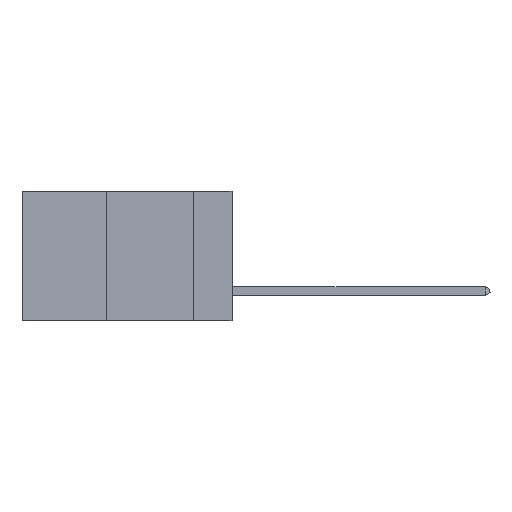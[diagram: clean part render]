
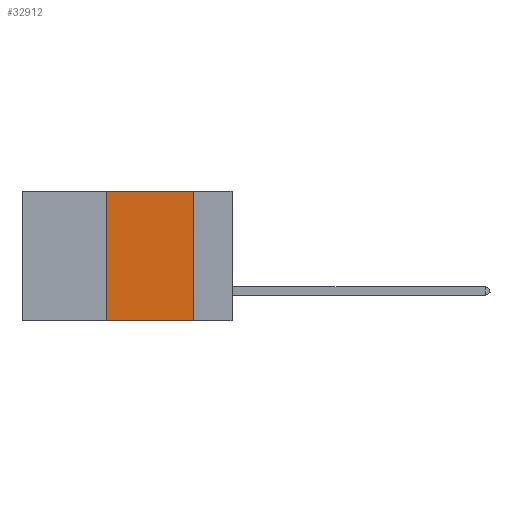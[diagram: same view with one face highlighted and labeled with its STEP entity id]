
A CAD part, left-side view. The second image highlights one B-rep face of the part: STEP entity #32912.
In plain terms, the highlighted planar face has unit normal (-1, 0, 0).
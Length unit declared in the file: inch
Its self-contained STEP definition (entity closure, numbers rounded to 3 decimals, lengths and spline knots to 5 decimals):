
#1490 = VERTEX_POINT ( 'NONE', #19288 ) ;
#2842 = CARTESIAN_POINT ( 'NONE',  ( 0., 0.11, 0. ) ) ;
#2893 = VERTEX_POINT ( 'NONE', #34492 ) ;
#2927 = CARTESIAN_POINT ( 'NONE',  ( 0., 0.36, 0. ) ) ;
#3344 = AXIS2_PLACEMENT_3D ( 'NONE', #3426, #33917, #36569 ) ;
#3426 = CARTESIAN_POINT ( 'NONE',  ( 0., 0.6, 0. ) ) ;
#3578 = LINE ( 'NONE', #2927, #12616 ) ;
#3802 = CARTESIAN_POINT ( 'NONE',  ( 0., 0.11, -0.37 ) ) ;
#6290 = EDGE_CURVE ( 'NONE', #2893, #1490, #28866, .T. ) ;
#6894 = ORIENTED_EDGE ( 'NONE', *, *, #22084, .F. ) ;
#9040 = DIRECTION ( 'NONE',  ( 0., 0., 1. ) ) ;
#10441 = ORIENTED_EDGE ( 'NONE', *, *, #18470, .T. ) ;
#11993 = DIRECTION ( 'NONE',  ( 0., 0., -1. ) ) ;
#12616 = VECTOR ( 'NONE', #9040, 39.37008 ) ;
#14389 = EDGE_LOOP ( 'NONE', ( #32772, #29482, #6894, #10441 ) ) ;
#16004 = CARTESIAN_POINT ( 'NONE',  ( 0., 0.6, 0. ) ) ;
#16231 = VECTOR ( 'NONE', #11993, 39.37008 ) ;
#18375 = LINE ( 'NONE', #21298, #33363 ) ;
#18470 = EDGE_CURVE ( 'NONE', #36955, #26025, #18375, .T. ) ;
#18801 = FACE_OUTER_BOUND ( 'NONE', #14389, .T. ) ;
#19288 = CARTESIAN_POINT ( 'NONE',  ( 0., 0.11, 0. ) ) ;
#21298 = CARTESIAN_POINT ( 'NONE',  ( 0., 0.6, -0.37 ) ) ;
#22084 = EDGE_CURVE ( 'NONE', #36955, #2893, #3578, .T. ) ;
#22903 = LINE ( 'NONE', #2842, #16231 ) ;
#23327 = EDGE_CURVE ( 'NONE', #1490, #26025, #22903, .T. ) ;
#24769 = PLANE ( 'NONE',  #3344 ) ;
#26025 = VERTEX_POINT ( 'NONE', #3802 ) ;
#28355 = VECTOR ( 'NONE', #33581, 39.37008 ) ;
#28866 = LINE ( 'NONE', #16004, #28355 ) ;
#29242 = CARTESIAN_POINT ( 'NONE',  ( 0., 0.36, -0.37 ) ) ;
#29482 = ORIENTED_EDGE ( 'NONE', *, *, #6290, .F. ) ;
#32772 = ORIENTED_EDGE ( 'NONE', *, *, #23327, .F. ) ;
#32800 = DIRECTION ( 'NONE',  ( 0., -1., 0. ) ) ;
#32912 = ADVANCED_FACE ( 'NONE', ( #18801 ), #24769, .F. ) ;
#33363 = VECTOR ( 'NONE', #32800, 39.37008 ) ;
#33581 = DIRECTION ( 'NONE',  ( 0., -1., 0. ) ) ;
#33917 = DIRECTION ( 'NONE',  ( 1., 0., 0. ) ) ;
#34492 = CARTESIAN_POINT ( 'NONE',  ( 0., 0.36, 0. ) ) ;
#36569 = DIRECTION ( 'NONE',  ( 0., 0., -1. ) ) ;
#36955 = VERTEX_POINT ( 'NONE', #29242 ) ;
